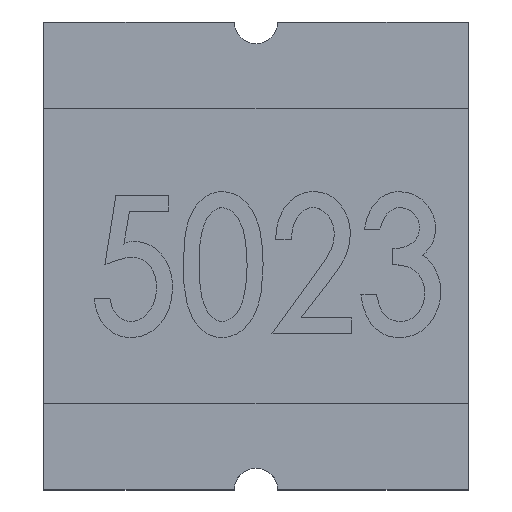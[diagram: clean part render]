
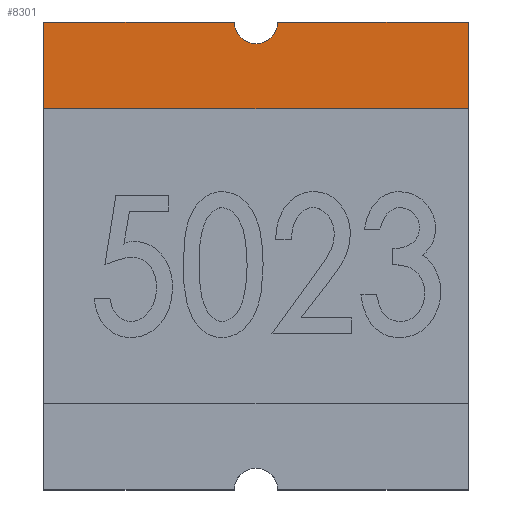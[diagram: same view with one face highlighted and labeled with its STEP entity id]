
A CAD part, top view. The second image highlights one B-rep face of the part: STEP entity #8301.
In plain terms, the highlighted planar face has unit normal (0, 0, 1).
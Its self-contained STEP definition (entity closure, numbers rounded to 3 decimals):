
#1791 = PLANE('',#1792);
#1792 = AXIS2_PLACEMENT_3D('',#1793,#1794,#1795);
#1793 = CARTESIAN_POINT('',(2.45,-2.7,1.05));
#1794 = DIRECTION('',(-1.,0.,0.));
#1795 = DIRECTION('',(0.,-1.,0.));
#1847 = PLANE('',#1848);
#1848 = AXIS2_PLACEMENT_3D('',#1849,#1850,#1851);
#1849 = CARTESIAN_POINT('',(-2.45,0.,0.55));
#1850 = DIRECTION('',(-1.,0.,0.));
#1851 = DIRECTION('',(0.,-1.,0.));
#1873 = PLANE('',#1874);
#1874 = AXIS2_PLACEMENT_3D('',#1875,#1876,#1877);
#1875 = CARTESIAN_POINT('',(-2.45,1.7,1.1));
#1876 = DIRECTION('',(0.,1.,0.));
#1877 = DIRECTION('',(1.,0.,0.));
#4474 = VERTEX_POINT('',#4475);
#4475 = CARTESIAN_POINT('',(-2.45,1.7,1.1));
#4496 = EDGE_CURVE('',#4497,#4474,#4499,.T.);
#4497 = VERTEX_POINT('',#4498);
#4498 = CARTESIAN_POINT('',(2.45,1.7,1.1));
#4499 = SURFACE_CURVE('',#4500,(#4504,#4511),.PCURVE_S1.);
#4500 = LINE('',#4501,#4502);
#4501 = CARTESIAN_POINT('',(-2.45,1.7,1.1));
#4502 = VECTOR('',#4503,1.);
#4503 = DIRECTION('',(-1.,0.,0.));
#4504 = PCURVE('',#1873,#4505);
#4505 = DEFINITIONAL_REPRESENTATION('',(#4506),#4510);
#4506 = LINE('',#4507,#4508);
#4507 = CARTESIAN_POINT('',(0.,0.));
#4508 = VECTOR('',#4509,1.);
#4509 = DIRECTION('',(-1.,0.));
#4510 = ( GEOMETRIC_REPRESENTATION_CONTEXT(2) 
PARAMETRIC_REPRESENTATION_CONTEXT() REPRESENTATION_CONTEXT('2D SPACE',''
  ) );
#4511 = PCURVE('',#4512,#4517);
#4512 = PLANE('',#4513);
#4513 = AXIS2_PLACEMENT_3D('',#4514,#4515,#4516);
#4514 = CARTESIAN_POINT('',(0.,2.7,1.1));
#4515 = DIRECTION('',(0.,0.,-1.));
#4516 = DIRECTION('',(-1.,0.,0.));
#4517 = DEFINITIONAL_REPRESENTATION('',(#4518),#4522);
#4518 = LINE('',#4519,#4520);
#4519 = CARTESIAN_POINT('',(2.45,-1.));
#4520 = VECTOR('',#4521,1.);
#4521 = DIRECTION('',(1.,0.));
#4522 = ( GEOMETRIC_REPRESENTATION_CONTEXT(2) 
PARAMETRIC_REPRESENTATION_CONTEXT() REPRESENTATION_CONTEXT('2D SPACE',''
  ) );
#8301 = ADVANCED_FACE('',(#8302),#4512,.F.);
#8302 = FACE_BOUND('',#8303,.T.);
#8303 = EDGE_LOOP('',(#8304,#8334,#8355,#8356,#8379,#8407));
#8304 = ORIENTED_EDGE('',*,*,#8305,.F.);
#8305 = EDGE_CURVE('',#8306,#8308,#8310,.T.);
#8306 = VERTEX_POINT('',#8307);
#8307 = CARTESIAN_POINT('',(-2.45,2.7,1.1));
#8308 = VERTEX_POINT('',#8309);
#8309 = CARTESIAN_POINT('',(-0.25,2.7,1.1));
#8310 = SURFACE_CURVE('',#8311,(#8315,#8322),.PCURVE_S1.);
#8311 = LINE('',#8312,#8313);
#8312 = CARTESIAN_POINT('',(-2.45,2.7,1.1));
#8313 = VECTOR('',#8314,1.);
#8314 = DIRECTION('',(1.,0.,0.));
#8315 = PCURVE('',#4512,#8316);
#8316 = DEFINITIONAL_REPRESENTATION('',(#8317),#8321);
#8317 = LINE('',#8318,#8319);
#8318 = CARTESIAN_POINT('',(2.45,0.));
#8319 = VECTOR('',#8320,1.);
#8320 = DIRECTION('',(-1.,0.));
#8321 = ( GEOMETRIC_REPRESENTATION_CONTEXT(2) 
PARAMETRIC_REPRESENTATION_CONTEXT() REPRESENTATION_CONTEXT('2D SPACE',''
  ) );
#8322 = PCURVE('',#8323,#8328);
#8323 = PLANE('',#8324);
#8324 = AXIS2_PLACEMENT_3D('',#8325,#8326,#8327);
#8325 = CARTESIAN_POINT('',(-2.45,2.7,1.05));
#8326 = DIRECTION('',(0.,1.,0.));
#8327 = DIRECTION('',(1.,0.,0.));
#8328 = DEFINITIONAL_REPRESENTATION('',(#8329),#8333);
#8329 = LINE('',#8330,#8331);
#8330 = CARTESIAN_POINT('',(0.,-0.05));
#8331 = VECTOR('',#8332,1.);
#8332 = DIRECTION('',(1.,0.));
#8333 = ( GEOMETRIC_REPRESENTATION_CONTEXT(2) 
PARAMETRIC_REPRESENTATION_CONTEXT() REPRESENTATION_CONTEXT('2D SPACE',''
  ) );
#8334 = ORIENTED_EDGE('',*,*,#8335,.F.);
#8335 = EDGE_CURVE('',#4474,#8306,#8336,.T.);
#8336 = SURFACE_CURVE('',#8337,(#8341,#8348),.PCURVE_S1.);
#8337 = LINE('',#8338,#8339);
#8338 = CARTESIAN_POINT('',(-2.45,2.7,1.1));
#8339 = VECTOR('',#8340,1.);
#8340 = DIRECTION('',(0.,1.,0.));
#8341 = PCURVE('',#4512,#8342);
#8342 = DEFINITIONAL_REPRESENTATION('',(#8343),#8347);
#8343 = LINE('',#8344,#8345);
#8344 = CARTESIAN_POINT('',(2.45,0.));
#8345 = VECTOR('',#8346,1.);
#8346 = DIRECTION('',(0.,1.));
#8347 = ( GEOMETRIC_REPRESENTATION_CONTEXT(2) 
PARAMETRIC_REPRESENTATION_CONTEXT() REPRESENTATION_CONTEXT('2D SPACE',''
  ) );
#8348 = PCURVE('',#1847,#8349);
#8349 = DEFINITIONAL_REPRESENTATION('',(#8350),#8354);
#8350 = LINE('',#8351,#8352);
#8351 = CARTESIAN_POINT('',(-2.7,0.55));
#8352 = VECTOR('',#8353,1.);
#8353 = DIRECTION('',(-1.,0.));
#8354 = ( GEOMETRIC_REPRESENTATION_CONTEXT(2) 
PARAMETRIC_REPRESENTATION_CONTEXT() REPRESENTATION_CONTEXT('2D SPACE',''
  ) );
#8355 = ORIENTED_EDGE('',*,*,#4496,.F.);
#8356 = ORIENTED_EDGE('',*,*,#8357,.F.);
#8357 = EDGE_CURVE('',#8358,#4497,#8360,.T.);
#8358 = VERTEX_POINT('',#8359);
#8359 = CARTESIAN_POINT('',(2.45,2.7,1.1));
#8360 = SURFACE_CURVE('',#8361,(#8365,#8372),.PCURVE_S1.);
#8361 = LINE('',#8362,#8363);
#8362 = CARTESIAN_POINT('',(2.45,1.7,1.1));
#8363 = VECTOR('',#8364,1.);
#8364 = DIRECTION('',(0.,-1.,0.));
#8365 = PCURVE('',#4512,#8366);
#8366 = DEFINITIONAL_REPRESENTATION('',(#8367),#8371);
#8367 = LINE('',#8368,#8369);
#8368 = CARTESIAN_POINT('',(-2.45,-1.));
#8369 = VECTOR('',#8370,1.);
#8370 = DIRECTION('',(0.,-1.));
#8371 = ( GEOMETRIC_REPRESENTATION_CONTEXT(2) 
PARAMETRIC_REPRESENTATION_CONTEXT() REPRESENTATION_CONTEXT('2D SPACE',''
  ) );
#8372 = PCURVE('',#1791,#8373);
#8373 = DEFINITIONAL_REPRESENTATION('',(#8374),#8378);
#8374 = LINE('',#8375,#8376);
#8375 = CARTESIAN_POINT('',(-4.4,0.05));
#8376 = VECTOR('',#8377,1.);
#8377 = DIRECTION('',(1.,0.));
#8378 = ( GEOMETRIC_REPRESENTATION_CONTEXT(2) 
PARAMETRIC_REPRESENTATION_CONTEXT() REPRESENTATION_CONTEXT('2D SPACE',''
  ) );
#8379 = ORIENTED_EDGE('',*,*,#8380,.F.);
#8380 = EDGE_CURVE('',#8381,#8358,#8383,.T.);
#8381 = VERTEX_POINT('',#8382);
#8382 = CARTESIAN_POINT('',(0.25,2.7,1.1));
#8383 = SURFACE_CURVE('',#8384,(#8388,#8395),.PCURVE_S1.);
#8384 = LINE('',#8385,#8386);
#8385 = CARTESIAN_POINT('',(2.45,2.7,1.1));
#8386 = VECTOR('',#8387,1.);
#8387 = DIRECTION('',(1.,0.,0.));
#8388 = PCURVE('',#4512,#8389);
#8389 = DEFINITIONAL_REPRESENTATION('',(#8390),#8394);
#8390 = LINE('',#8391,#8392);
#8391 = CARTESIAN_POINT('',(-2.45,0.));
#8392 = VECTOR('',#8393,1.);
#8393 = DIRECTION('',(-1.,0.));
#8394 = ( GEOMETRIC_REPRESENTATION_CONTEXT(2) 
PARAMETRIC_REPRESENTATION_CONTEXT() REPRESENTATION_CONTEXT('2D SPACE',''
  ) );
#8395 = PCURVE('',#8396,#8401);
#8396 = PLANE('',#8397);
#8397 = AXIS2_PLACEMENT_3D('',#8398,#8399,#8400);
#8398 = CARTESIAN_POINT('',(2.45,2.7,1.05));
#8399 = DIRECTION('',(0.,-1.,0.));
#8400 = DIRECTION('',(-1.,0.,0.));
#8401 = DEFINITIONAL_REPRESENTATION('',(#8402),#8406);
#8402 = LINE('',#8403,#8404);
#8403 = CARTESIAN_POINT('',(0.,-0.05));
#8404 = VECTOR('',#8405,1.);
#8405 = DIRECTION('',(-1.,0.));
#8406 = ( GEOMETRIC_REPRESENTATION_CONTEXT(2) 
PARAMETRIC_REPRESENTATION_CONTEXT() REPRESENTATION_CONTEXT('2D SPACE',''
  ) );
#8407 = ORIENTED_EDGE('',*,*,#8408,.T.);
#8408 = EDGE_CURVE('',#8381,#8308,#8409,.T.);
#8409 = SURFACE_CURVE('',#8410,(#8415,#8422),.PCURVE_S1.);
#8410 = CIRCLE('',#8411,0.25);
#8411 = AXIS2_PLACEMENT_3D('',#8412,#8413,#8414);
#8412 = CARTESIAN_POINT('',(0.,2.7,1.1));
#8413 = DIRECTION('',(0.,0.,-1.));
#8414 = DIRECTION('',(1.,0.,0.));
#8415 = PCURVE('',#4512,#8416);
#8416 = DEFINITIONAL_REPRESENTATION('',(#8417),#8421);
#8417 = CIRCLE('',#8418,0.25);
#8418 = AXIS2_PLACEMENT_2D('',#8419,#8420);
#8419 = CARTESIAN_POINT('',(0.,0.));
#8420 = DIRECTION('',(-1.,0.));
#8421 = ( GEOMETRIC_REPRESENTATION_CONTEXT(2) 
PARAMETRIC_REPRESENTATION_CONTEXT() REPRESENTATION_CONTEXT('2D SPACE',''
  ) );
#8422 = PCURVE('',#8423,#8428);
#8423 = CYLINDRICAL_SURFACE('',#8424,0.25);
#8424 = AXIS2_PLACEMENT_3D('',#8425,#8426,#8427);
#8425 = CARTESIAN_POINT('',(0.,2.7,-0.671));
#8426 = DIRECTION('',(0.,0.,1.));
#8427 = DIRECTION('',(1.,0.,0.));
#8428 = DEFINITIONAL_REPRESENTATION('',(#8429),#8455);
#8429 = B_SPLINE_CURVE_WITH_KNOTS('',3,(#8430,#8431,#8432,#8433,#8434,
    #8435,#8436,#8437,#8438,#8439,#8440,#8441,#8442,#8443,#8444,#8445,
    #8446,#8447,#8448,#8449,#8450,#8451,#8452,#8453,#8454),
  .UNSPECIFIED.,.F.,.F.,(4,1,1,1,1,1,1,1,1,1,1,1,1,1,1,1,1,1,1,1,1,1,4),
  (0.,0.143,0.286,0.428,0.571,
    0.714,0.857,1.,1.142,
    1.285,1.428,1.571,1.714,
    1.856,1.999,2.142,2.285,
    2.428,2.57,2.713,2.856,
    2.999,3.142),.UNSPECIFIED.);
#8430 = CARTESIAN_POINT('',(6.283,1.771));
#8431 = CARTESIAN_POINT('',(6.236,1.771));
#8432 = CARTESIAN_POINT('',(6.14,1.771));
#8433 = CARTESIAN_POINT('',(5.998,1.771));
#8434 = CARTESIAN_POINT('',(5.855,1.771));
#8435 = CARTESIAN_POINT('',(5.712,1.771));
#8436 = CARTESIAN_POINT('',(5.569,1.771));
#8437 = CARTESIAN_POINT('',(5.426,1.771));
#8438 = CARTESIAN_POINT('',(5.284,1.771));
#8439 = CARTESIAN_POINT('',(5.141,1.771));
#8440 = CARTESIAN_POINT('',(4.998,1.771));
#8441 = CARTESIAN_POINT('',(4.855,1.771));
#8442 = CARTESIAN_POINT('',(4.712,1.771));
#8443 = CARTESIAN_POINT('',(4.57,1.771));
#8444 = CARTESIAN_POINT('',(4.427,1.771));
#8445 = CARTESIAN_POINT('',(4.284,1.771));
#8446 = CARTESIAN_POINT('',(4.141,1.771));
#8447 = CARTESIAN_POINT('',(3.998,1.771));
#8448 = CARTESIAN_POINT('',(3.856,1.771));
#8449 = CARTESIAN_POINT('',(3.713,1.771));
#8450 = CARTESIAN_POINT('',(3.57,1.771));
#8451 = CARTESIAN_POINT('',(3.427,1.771));
#8452 = CARTESIAN_POINT('',(3.284,1.771));
#8453 = CARTESIAN_POINT('',(3.189,1.771));
#8454 = CARTESIAN_POINT('',(3.142,1.771));
#8455 = ( GEOMETRIC_REPRESENTATION_CONTEXT(2) 
PARAMETRIC_REPRESENTATION_CONTEXT() REPRESENTATION_CONTEXT('2D SPACE',''
  ) );
